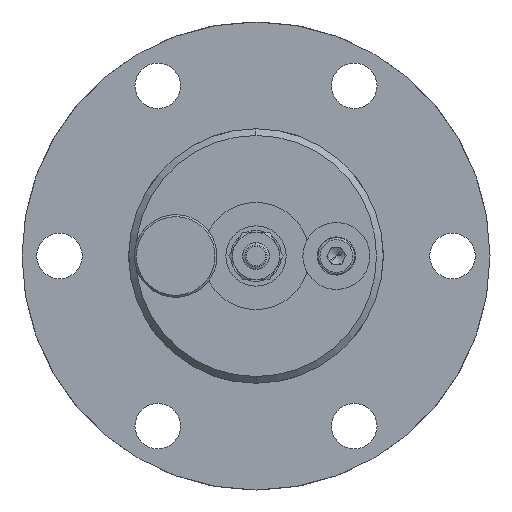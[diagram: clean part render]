
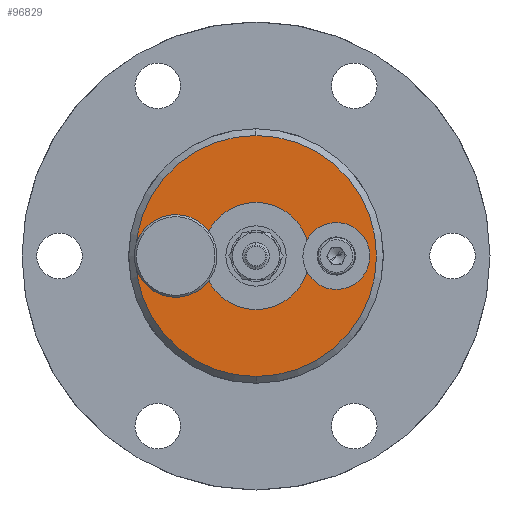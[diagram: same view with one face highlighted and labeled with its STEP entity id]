
A CAD part, front view. The second image highlights one B-rep face of the part: STEP entity #96829.
In plain terms, the highlighted face is planar.
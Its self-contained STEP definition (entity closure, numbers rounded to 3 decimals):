
#972 = AXIS2_PLACEMENT_3D ( 'NONE', #11386, #85805, #22083 ) ;
#1181 = CARTESIAN_POINT ( 'NONE',  ( -8., 0., -22. ) ) ;
#4654 = VERTEX_POINT ( 'NONE', #126975 ) ;
#6779 = PLANE ( 'NONE',  #105029 ) ;
#7026 = CARTESIAN_POINT ( 'NONE',  ( 0., 0., -22. ) ) ;
#9605 = CARTESIAN_POINT ( 'NONE',  ( 0., -12., -22. ) ) ;
#9916 = CIRCLE ( 'NONE', #52403, 1.25 ) ;
#11131 = CIRCLE ( 'NONE', #972, 8. ) ;
#11386 = CARTESIAN_POINT ( 'NONE',  ( 0., 0., -22. ) ) ;
#11700 = EDGE_CURVE ( 'NONE', #39823, #50193, #34144, .T. ) ;
#12675 = ORIENTED_EDGE ( 'NONE', *, *, #119474, .F. ) ;
#16331 = CARTESIAN_POINT ( 'NONE',  ( 0., 0., -22. ) ) ;
#17625 = ORIENTED_EDGE ( 'NONE', *, *, #93753, .F. ) ;
#17689 = DIRECTION ( 'NONE',  ( 1., 0., 0. ) ) ;
#18988 = EDGE_CURVE ( 'NONE', #116699, #85431, #25636, .T. ) ;
#19147 = EDGE_CURVE ( 'NONE', #85431, #116699, #131865, .T. ) ;
#20290 = DIRECTION ( 'NONE',  ( -1., 0., 0. ) ) ;
#21532 = CARTESIAN_POINT ( 'NONE',  ( 0., 0., -22. ) ) ;
#22083 = DIRECTION ( 'NONE',  ( 1., 0., 0. ) ) ;
#24913 = FACE_BOUND ( 'NONE', #124585, .T. ) ;
#25636 = CIRCLE ( 'NONE', #71964, 18. ) ;
#26153 = AXIS2_PLACEMENT_3D ( 'NONE', #21532, #95926, #32316 ) ;
#26958 = AXIS2_PLACEMENT_3D ( 'NONE', #103630, #40081, #114282 ) ;
#27084 = DIRECTION ( 'NONE',  ( 1., 0., 0. ) ) ;
#27291 = VERTEX_POINT ( 'NONE', #47627 ) ;
#27952 = CARTESIAN_POINT ( 'NONE',  ( 8., 0., -22. ) ) ;
#29945 = EDGE_LOOP ( 'NONE', ( #17625, #92351 ) ) ;
#31984 = ORIENTED_EDGE ( 'NONE', *, *, #117642, .T. ) ;
#32316 = DIRECTION ( 'NONE',  ( 1., 0., 0. ) ) ;
#34144 = CIRCLE ( 'NONE', #26153, 8. ) ;
#38502 = DIRECTION ( 'NONE',  ( 0., 0., 1. ) ) ;
#39823 = VERTEX_POINT ( 'NONE', #1181 ) ;
#40081 = DIRECTION ( 'NONE',  ( 0., 0., -1. ) ) ;
#46550 = CARTESIAN_POINT ( 'NONE',  ( 0., -12., -22. ) ) ;
#47627 = CARTESIAN_POINT ( 'NONE',  ( -1.25, -12., -22. ) ) ;
#49904 = FACE_BOUND ( 'NONE', #29945, .T. ) ;
#50007 = DIRECTION ( 'NONE',  ( 0., 0., -1. ) ) ;
#50193 = VERTEX_POINT ( 'NONE', #27952 ) ;
#52403 = AXIS2_PLACEMENT_3D ( 'NONE', #9605, #84003, #20290 ) ;
#53200 = FACE_BOUND ( 'NONE', #99625, .T. ) ;
#57197 = DIRECTION ( 'NONE',  ( -1., 0., 0. ) ) ;
#61466 = CARTESIAN_POINT ( 'NONE',  ( -18., 0., -22. ) ) ;
#61802 = EDGE_LOOP ( 'NONE', ( #70883, #71485 ) ) ;
#64282 = VERTEX_POINT ( 'NONE', #123520 ) ;
#65811 = EDGE_CURVE ( 'NONE', #64282, #4654, #68853, .T. ) ;
#65944 = CARTESIAN_POINT ( 'NONE',  ( 1.25, -12., -22. ) ) ;
#68178 = ORIENTED_EDGE ( 'NONE', *, *, #11700, .T. ) ;
#68853 = CIRCLE ( 'NONE', #26958, 1.25 ) ;
#70883 = ORIENTED_EDGE ( 'NONE', *, *, #18988, .T. ) ;
#71122 = AXIS2_PLACEMENT_3D ( 'NONE', #113553, #50007, #124186 ) ;
#71485 = ORIENTED_EDGE ( 'NONE', *, *, #19147, .T. ) ;
#71964 = AXIS2_PLACEMENT_3D ( 'NONE', #16331, #90779, #27084 ) ;
#80111 = CIRCLE ( 'NONE', #71122, 1.25 ) ;
#81170 = CARTESIAN_POINT ( 'NONE',  ( 0., 19., -22. ) ) ;
#81406 = DIRECTION ( 'NONE',  ( 0., 0., -1. ) ) ;
#84003 = DIRECTION ( 'NONE',  ( 0., 0., -1. ) ) ;
#85431 = VERTEX_POINT ( 'NONE', #61466 ) ;
#85805 = DIRECTION ( 'NONE',  ( 0., 0., 1. ) ) ;
#89332 = ORIENTED_EDGE ( 'NONE', *, *, #110982, .F. ) ;
#89533 = VERTEX_POINT ( 'NONE', #65944 ) ;
#90779 = DIRECTION ( 'NONE',  ( 0., 0., -1. ) ) ;
#91888 = DIRECTION ( 'NONE',  ( 1., 0., 0. ) ) ;
#92351 = ORIENTED_EDGE ( 'NONE', *, *, #65811, .F. ) ;
#93753 = EDGE_CURVE ( 'NONE', #4654, #64282, #80111, .T. ) ;
#95926 = DIRECTION ( 'NONE',  ( 0., 0., 1. ) ) ;
#96829 = ADVANCED_FACE ( 'NONE', ( #106325, #53200, #49904, #24913 ), #6779, .F. ) ;
#99625 = EDGE_LOOP ( 'NONE', ( #12675, #89332 ) ) ;
#100444 = AXIS2_PLACEMENT_3D ( 'NONE', #7026, #81406, #17689 ) ;
#103630 = CARTESIAN_POINT ( 'NONE',  ( 0., 12., -22. ) ) ;
#105029 = AXIS2_PLACEMENT_3D ( 'NONE', #81170, #38502, #91888 ) ;
#106325 = FACE_OUTER_BOUND ( 'NONE', #61802, .T. ) ;
#110982 = EDGE_CURVE ( 'NONE', #89533, #27291, #9916, .T. ) ;
#113553 = CARTESIAN_POINT ( 'NONE',  ( 0., 12., -22. ) ) ;
#114282 = DIRECTION ( 'NONE',  ( -1., 0., 0. ) ) ;
#116699 = VERTEX_POINT ( 'NONE', #118938 ) ;
#117642 = EDGE_CURVE ( 'NONE', #50193, #39823, #11131, .T. ) ;
#118938 = CARTESIAN_POINT ( 'NONE',  ( 18., 0., -22. ) ) ;
#119474 = EDGE_CURVE ( 'NONE', #27291, #89533, #133803, .T. ) ;
#120750 = DIRECTION ( 'NONE',  ( 0., 0., -1. ) ) ;
#121274 = AXIS2_PLACEMENT_3D ( 'NONE', #46550, #120750, #57197 ) ;
#123520 = CARTESIAN_POINT ( 'NONE',  ( 1.25, 12., -22. ) ) ;
#124186 = DIRECTION ( 'NONE',  ( -1., 0., 0. ) ) ;
#124585 = EDGE_LOOP ( 'NONE', ( #31984, #68178 ) ) ;
#126975 = CARTESIAN_POINT ( 'NONE',  ( -1.25, 12., -22. ) ) ;
#131865 = CIRCLE ( 'NONE', #100444, 18. ) ;
#133803 = CIRCLE ( 'NONE', #121274, 1.25 ) ;
